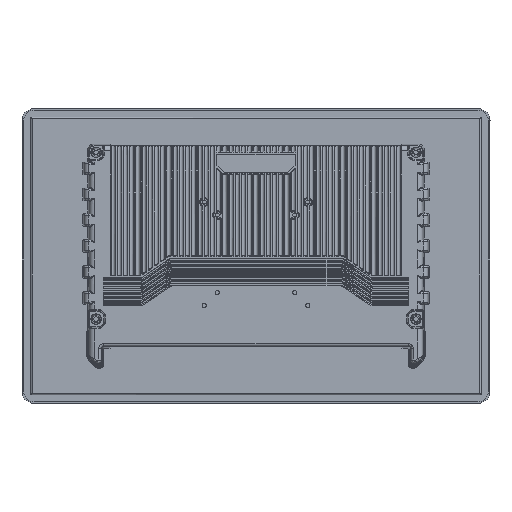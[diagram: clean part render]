
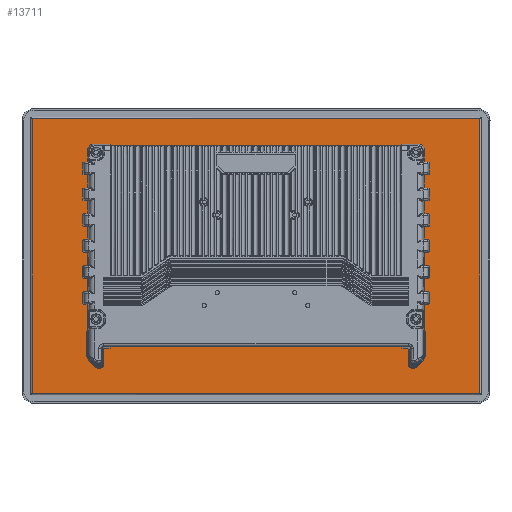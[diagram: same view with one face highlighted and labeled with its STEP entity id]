
A CAD part, top view. The second image highlights one B-rep face of the part: STEP entity #13711.
In plain terms, the highlighted face is planar.
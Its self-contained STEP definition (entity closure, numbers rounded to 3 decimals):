
#10542=DIRECTION('',(0.,0.,-1.));
#10543=VECTOR('',#10542,265.4);
#10544=CARTESIAN_POINT('',(216.2,1.,132.7));
#10545=LINE('',#10544,#10543);
#10550=CARTESIAN_POINT('',(-157.197,1.,-102.897));
#10551=DIRECTION('',(0.,1.,0.));
#10552=DIRECTION('',(0.,0.,-1.));
#10553=AXIS2_PLACEMENT_3D('',#10550,#10551,#10552);
#10555=CARTESIAN_POINT('',(-157.197,1.,83.797));
#10556=DIRECTION('',(0.,1.,0.));
#10557=DIRECTION('',(-1.,0.,0.));
#10558=AXIS2_PLACEMENT_3D('',#10555,#10556,#10557);
#10560=CARTESIAN_POINT('',(157.197,1.,83.797));
#10561=DIRECTION('',(0.,1.,0.));
#10562=DIRECTION('',(0.,0.,1.));
#10563=AXIS2_PLACEMENT_3D('',#10560,#10561,#10562);
#10565=CARTESIAN_POINT('',(157.197,1.,-102.897));
#10566=DIRECTION('',(0.,1.,0.));
#10567=DIRECTION('',(1.,0.,0.));
#10568=AXIS2_PLACEMENT_3D('',#10565,#10566,#10567);
#10570=DIRECTION('',(0.,0.,1.));
#10571=VECTOR('',#10570,265.4);
#10572=CARTESIAN_POINT('',(-216.2,1.,-132.7));
#10573=LINE('',#10572,#10571);
#11153=DIRECTION('',(-1.,0.,0.));
#11154=VECTOR('',#11153,432.4);
#11155=CARTESIAN_POINT('',(216.2,1.,-132.7));
#11156=LINE('',#11155,#11154);
#11471=DIRECTION('',(1.,0.,0.));
#11472=VECTOR('',#11471,432.4);
#11473=CARTESIAN_POINT('',(-216.2,1.,132.7));
#11474=LINE('',#11473,#11472);
#11816=DIRECTION('',(1.,0.,0.));
#11817=VECTOR('',#11816,291.693);
#11818=CARTESIAN_POINT('',(-145.847,1.,-104.15));
#11819=LINE('',#11818,#11817);
#11824=DIRECTION('',(0.,0.,1.));
#11825=VECTOR('',#11824,2.947);
#11826=CARTESIAN_POINT('',(-145.847,1.,-107.097));
#11827=LINE('',#11826,#11825);
#11832=DIRECTION('',(1.,0.,0.));
#11833=VECTOR('',#11832,11.35);
#11834=CARTESIAN_POINT('',(-157.197,1.,-107.097));
#11835=LINE('',#11834,#11833);
#11848=DIRECTION('',(0.,0.,-1.));
#11849=VECTOR('',#11848,186.693);
#11850=CARTESIAN_POINT('',(-161.397,1.,83.797));
#11851=LINE('',#11850,#11849);
#11860=DIRECTION('',(-1.,0.,0.));
#11861=VECTOR('',#11860,11.35);
#11862=CARTESIAN_POINT('',(-145.847,1.,87.997));
#11863=LINE('',#11862,#11861);
#11864=DIRECTION('',(0.,0.,1.));
#11865=VECTOR('',#11864,2.647);
#11866=CARTESIAN_POINT('',(-145.847,1.,85.35));
#11867=LINE('',#11866,#11865);
#11872=DIRECTION('',(-1.,0.,0.));
#11873=VECTOR('',#11872,291.693);
#11874=CARTESIAN_POINT('',(145.847,1.,85.35));
#11875=LINE('',#11874,#11873);
#11880=DIRECTION('',(0.,0.,-1.));
#11881=VECTOR('',#11880,2.647);
#11882=CARTESIAN_POINT('',(145.847,1.,87.997));
#11883=LINE('',#11882,#11881);
#11888=DIRECTION('',(-1.,0.,0.));
#11889=VECTOR('',#11888,11.35);
#11890=CARTESIAN_POINT('',(157.197,1.,87.997));
#11891=LINE('',#11890,#11889);
#11904=DIRECTION('',(0.,0.,1.));
#11905=VECTOR('',#11904,186.693);
#11906=CARTESIAN_POINT('',(161.397,1.,-102.897));
#11907=LINE('',#11906,#11905);
#11916=DIRECTION('',(1.,0.,0.));
#11917=VECTOR('',#11916,11.35);
#11918=CARTESIAN_POINT('',(145.847,1.,-107.097));
#11919=LINE('',#11918,#11917);
#11920=DIRECTION('',(0.,0.,-1.));
#11921=VECTOR('',#11920,2.947);
#11922=CARTESIAN_POINT('',(145.847,1.,-104.15));
#11923=LINE('',#11922,#11921);
#12382=CARTESIAN_POINT('',(216.2,1.,132.7));
#12383=VERTEX_POINT('',#12382);
#12428=CARTESIAN_POINT('',(-216.2,1.,132.7));
#12429=VERTEX_POINT('',#12428);
#12516=CARTESIAN_POINT('',(-216.2,1.,-132.7));
#12517=VERTEX_POINT('',#12516);
#12522=CARTESIAN_POINT('',(216.2,1.,-132.7));
#12523=VERTEX_POINT('',#12522);
#12617=CARTESIAN_POINT('',(-145.847,1.,-104.15));
#12618=CARTESIAN_POINT('',(145.847,1.,-104.15));
#12619=VERTEX_POINT('',#12617);
#12620=VERTEX_POINT('',#12618);
#12621=CARTESIAN_POINT('',(-145.847,1.,-107.097));
#12622=VERTEX_POINT('',#12621);
#12623=CARTESIAN_POINT('',(-157.197,1.,-107.097));
#12624=VERTEX_POINT('',#12623);
#12625=CARTESIAN_POINT('',(-161.397,1.,-102.897));
#12626=VERTEX_POINT('',#12625);
#12627=CARTESIAN_POINT('',(-161.397,1.,83.797));
#12628=VERTEX_POINT('',#12627);
#12629=CARTESIAN_POINT('',(-157.197,1.,87.997));
#12630=VERTEX_POINT('',#12629);
#12631=CARTESIAN_POINT('',(-145.847,1.,87.997));
#12632=VERTEX_POINT('',#12631);
#12633=CARTESIAN_POINT('',(-145.847,1.,85.35));
#12634=VERTEX_POINT('',#12633);
#12635=CARTESIAN_POINT('',(145.847,1.,85.35));
#12636=VERTEX_POINT('',#12635);
#12637=CARTESIAN_POINT('',(145.847,1.,87.997));
#12638=VERTEX_POINT('',#12637);
#12639=CARTESIAN_POINT('',(157.197,1.,87.997));
#12640=VERTEX_POINT('',#12639);
#12641=CARTESIAN_POINT('',(161.397,1.,83.797));
#12642=VERTEX_POINT('',#12641);
#12643=CARTESIAN_POINT('',(161.397,1.,-102.897));
#12644=VERTEX_POINT('',#12643);
#12645=CARTESIAN_POINT('',(157.197,1.,-107.097));
#12646=VERTEX_POINT('',#12645);
#12647=CARTESIAN_POINT('',(145.847,1.,-107.097));
#12648=VERTEX_POINT('',#12647);
#13663=CARTESIAN_POINT('',(0.,1.,0.));
#13664=DIRECTION('',(0.,1.,0.));
#13665=DIRECTION('',(1.,0.,0.));
#13666=AXIS2_PLACEMENT_3D('',#13663,#13664,#13665);
#13667=PLANE('',#13666);
#13669=ORIENTED_EDGE('',*,*,#13668,.F.);
#13671=ORIENTED_EDGE('',*,*,#13670,.F.);
#13672=ORIENTED_EDGE('',*,*,#13656,.F.);
#13674=ORIENTED_EDGE('',*,*,#13673,.F.);
#13675=EDGE_LOOP('',(#13669,#13671,#13672,#13674));
#13676=FACE_OUTER_BOUND('',#13675,.F.);
#13678=ORIENTED_EDGE('',*,*,#13677,.F.);
#13680=ORIENTED_EDGE('',*,*,#13679,.F.);
#13682=ORIENTED_EDGE('',*,*,#13681,.F.);
#13684=ORIENTED_EDGE('',*,*,#13683,.T.);
#13686=ORIENTED_EDGE('',*,*,#13685,.F.);
#13688=ORIENTED_EDGE('',*,*,#13687,.T.);
#13690=ORIENTED_EDGE('',*,*,#13689,.F.);
#13692=ORIENTED_EDGE('',*,*,#13691,.F.);
#13694=ORIENTED_EDGE('',*,*,#13693,.F.);
#13696=ORIENTED_EDGE('',*,*,#13695,.F.);
#13698=ORIENTED_EDGE('',*,*,#13697,.F.);
#13700=ORIENTED_EDGE('',*,*,#13699,.T.);
#13702=ORIENTED_EDGE('',*,*,#13701,.F.);
#13704=ORIENTED_EDGE('',*,*,#13703,.T.);
#13706=ORIENTED_EDGE('',*,*,#13705,.F.);
#13708=ORIENTED_EDGE('',*,*,#13707,.F.);
#13709=EDGE_LOOP('',(#13678,#13680,#13682,#13684,#13686,#13688,#13690,#13692,
#13694,#13696,#13698,#13700,#13702,#13704,#13706,#13708));
#13710=FACE_BOUND('',#13709,.F.);
#10554=CIRCLE('',#10553,4.2);
#10559=CIRCLE('',#10558,4.2);
#10564=CIRCLE('',#10563,4.2);
#10569=CIRCLE('',#10568,4.2);
#13656=EDGE_CURVE('',#12383,#12523,#10545,.T.);
#13668=EDGE_CURVE('',#12517,#12429,#10573,.T.);
#13670=EDGE_CURVE('',#12523,#12517,#11156,.T.);
#13673=EDGE_CURVE('',#12429,#12383,#11474,.T.);
#13677=EDGE_CURVE('',#12619,#12620,#11819,.T.);
#13679=EDGE_CURVE('',#12622,#12619,#11827,.T.);
#13681=EDGE_CURVE('',#12624,#12622,#11835,.T.);
#13683=EDGE_CURVE('',#12624,#12626,#10554,.T.);
#13685=EDGE_CURVE('',#12628,#12626,#11851,.T.);
#13687=EDGE_CURVE('',#12628,#12630,#10559,.T.);
#13689=EDGE_CURVE('',#12632,#12630,#11863,.T.);
#13691=EDGE_CURVE('',#12634,#12632,#11867,.T.);
#13693=EDGE_CURVE('',#12636,#12634,#11875,.T.);
#13695=EDGE_CURVE('',#12638,#12636,#11883,.T.);
#13697=EDGE_CURVE('',#12640,#12638,#11891,.T.);
#13699=EDGE_CURVE('',#12640,#12642,#10564,.T.);
#13701=EDGE_CURVE('',#12644,#12642,#11907,.T.);
#13703=EDGE_CURVE('',#12644,#12646,#10569,.T.);
#13705=EDGE_CURVE('',#12648,#12646,#11919,.T.);
#13707=EDGE_CURVE('',#12620,#12648,#11923,.T.);
#13711=ADVANCED_FACE('',(#13676,#13710),#13667,.T.);
